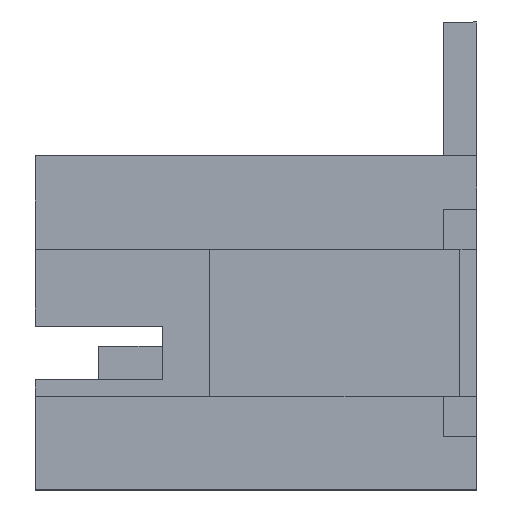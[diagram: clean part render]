
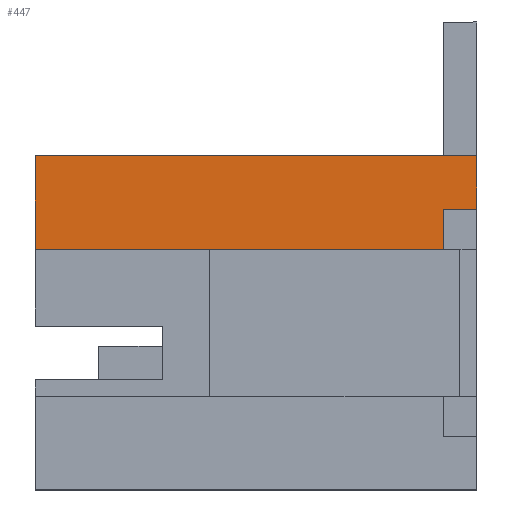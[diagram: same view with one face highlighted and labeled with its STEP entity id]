
A CAD part, left-side view. The second image highlights one B-rep face of the part: STEP entity #447.
In plain terms, the highlighted planar face has unit normal (-1, 0, 0).
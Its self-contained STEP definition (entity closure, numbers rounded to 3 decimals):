
#282 = VERTEX_POINT ( 'NONE', #2844 ) ;
#364 = EDGE_CURVE ( 'NONE', #282, #365, #3025, .T. ) ;
#365 = VERTEX_POINT ( 'NONE', #3021 ) ;
#382 = VERTEX_POINT ( 'NONE', #3039 ) ;
#383 = VERTEX_POINT ( 'NONE', #3038 ) ;
#384 = ORIENTED_EDGE ( 'NONE', *, *, #385, .T. ) ;
#385 = EDGE_CURVE ( 'NONE', #383, #386, #3037, .T. ) ;
#386 = VERTEX_POINT ( 'NONE', #3033 ) ;
#387 = ORIENTED_EDGE ( 'NONE', *, *, #388, .T. ) ;
#388 = EDGE_CURVE ( 'NONE', #386, #389, #3032, .T. ) ;
#389 = VERTEX_POINT ( 'NONE', #3028 ) ;
#390 = ORIENTED_EDGE ( 'NONE', *, *, #391, .T. ) ;
#391 = EDGE_CURVE ( 'NONE', #389, #365, #3086, .T. ) ;
#392 = ORIENTED_EDGE ( 'NONE', *, *, #364, .F. ) ;
#393 = ORIENTED_EDGE ( 'NONE', *, *, #394, .F. ) ;
#394 = EDGE_CURVE ( 'NONE', #382, #282, #3081, .T. ) ;
#447 = ADVANCED_FACE ( 'NONE', ( #3215 ), #3260, .T. ) ;
#448 = EDGE_LOOP ( 'NONE', ( #449, #384, #387, #390, #392, #393 ) ) ;
#449 = ORIENTED_EDGE ( 'NONE', *, *, #450, .T. ) ;
#450 = EDGE_CURVE ( 'NONE', #382, #383, #3255, .T. ) ;
#2844 = CARTESIAN_POINT ( 'NONE',  ( 0., 0.5, 14.575 ) ) ;
#3021 = CARTESIAN_POINT ( 'NONE',  ( 0., 6.6, 14.575 ) ) ;
#3022 = DIRECTION ( 'NONE',  ( 0., 1., 0. ) ) ;
#3023 = VECTOR ( 'NONE', #3022, 1000. ) ;
#3024 = CARTESIAN_POINT ( 'NONE',  ( 0., 0., 14.575 ) ) ;
#3025 = LINE ( 'NONE', #3024, #3023 ) ;
#3028 = CARTESIAN_POINT ( 'NONE',  ( 0., 6.6, 15.975 ) ) ;
#3029 = DIRECTION ( 'NONE',  ( 0., 1., 0. ) ) ;
#3030 = VECTOR ( 'NONE', #3029, 1000. ) ;
#3031 = CARTESIAN_POINT ( 'NONE',  ( 0., 6.6, 15.975 ) ) ;
#3032 = LINE ( 'NONE', #3031, #3030 ) ;
#3033 = CARTESIAN_POINT ( 'NONE',  ( 0., 0., 15.975 ) ) ;
#3034 = DIRECTION ( 'NONE',  ( 0., 0., 1. ) ) ;
#3035 = VECTOR ( 'NONE', #3034, 1000. ) ;
#3036 = CARTESIAN_POINT ( 'NONE',  ( 0., 0., 15.975 ) ) ;
#3037 = LINE ( 'NONE', #3036, #3035 ) ;
#3038 = CARTESIAN_POINT ( 'NONE',  ( 0., 0., 15.175 ) ) ;
#3039 = CARTESIAN_POINT ( 'NONE',  ( 0., 0.5, 15.175 ) ) ;
#3078 = DIRECTION ( 'NONE',  ( 0., 0., -1. ) ) ;
#3079 = VECTOR ( 'NONE', #3078, 1000. ) ;
#3080 = CARTESIAN_POINT ( 'NONE',  ( 0., 0.5, 11.775 ) ) ;
#3081 = LINE ( 'NONE', #3080, #3079 ) ;
#3083 = DIRECTION ( 'NONE',  ( 0., 0., -1. ) ) ;
#3084 = VECTOR ( 'NONE', #3083, 1000. ) ;
#3085 = CARTESIAN_POINT ( 'NONE',  ( 0., 6.6, 13.425 ) ) ;
#3086 = LINE ( 'NONE', #3085, #3084 ) ;
#3215 = FACE_OUTER_BOUND ( 'NONE', #448, .T. ) ;
#3252 = DIRECTION ( 'NONE',  ( 0., -1., 0. ) ) ;
#3253 = VECTOR ( 'NONE', #3252, 1000. ) ;
#3254 = CARTESIAN_POINT ( 'NONE',  ( 0., 0.5, 15.175 ) ) ;
#3255 = LINE ( 'NONE', #3254, #3253 ) ;
#3256 = DIRECTION ( 'NONE',  ( 0., 0., 1. ) ) ;
#3257 = DIRECTION ( 'NONE',  ( -1., 0., 0. ) ) ;
#3258 = CARTESIAN_POINT ( 'NONE',  ( 0., 6.6, 10.975 ) ) ;
#3259 = AXIS2_PLACEMENT_3D ( 'NONE', #3258, #3257, #3256 ) ;
#3260 = PLANE ( 'NONE',  #3259 ) ;
